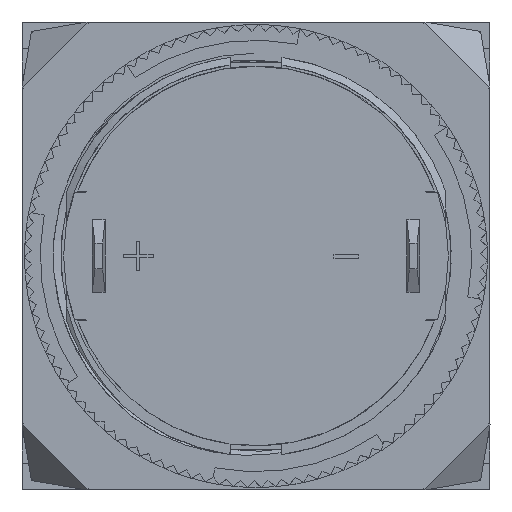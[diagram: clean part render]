
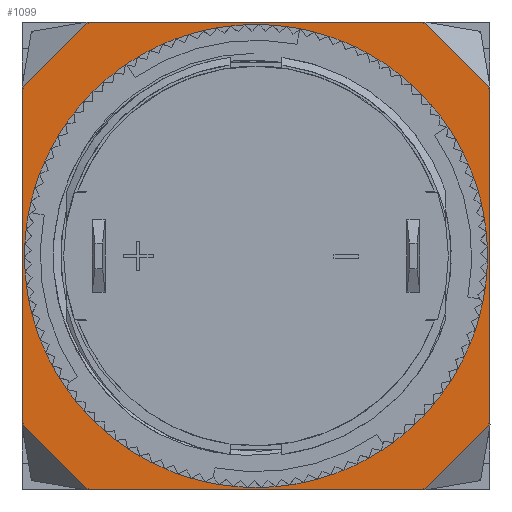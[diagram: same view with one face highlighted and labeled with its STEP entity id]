
A CAD part, front view. The second image highlights one B-rep face of the part: STEP entity #1099.
In plain terms, the highlighted planar face has unit normal (0, -1, 0).
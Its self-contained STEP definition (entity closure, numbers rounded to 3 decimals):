
#1099 = ADVANCED_FACE( '', ( #2950, #2951 ), #2952, .T. );
#2950 = FACE_BOUND( '', #6152, .T. );
#2951 = FACE_OUTER_BOUND( '', #6153, .T. );
#2952 = PLANE( '', #6154 );
#6152 = EDGE_LOOP( '', ( #12636 ) );
#6153 = EDGE_LOOP( '', ( #12637, #12638, #12639, #12640, #12641, #12642, #12643, #12644 ) );
#6154 = AXIS2_PLACEMENT_3D( '', #12645, #12646, #12647 );
#12636 = ORIENTED_EDGE( '', *, *, #20725, .F. );
#12637 = ORIENTED_EDGE( '', *, *, #20726, .T. );
#12638 = ORIENTED_EDGE( '', *, *, #20727, .T. );
#12639 = ORIENTED_EDGE( '', *, *, #20728, .T. );
#12640 = ORIENTED_EDGE( '', *, *, #20729, .T. );
#12641 = ORIENTED_EDGE( '', *, *, #20679, .T. );
#12642 = ORIENTED_EDGE( '', *, *, #20730, .T. );
#12643 = ORIENTED_EDGE( '', *, *, #20731, .T. );
#12644 = ORIENTED_EDGE( '', *, *, #20318, .T. );
#12645 = CARTESIAN_POINT( '', ( 0., 20.35, 0. ) );
#12646 = DIRECTION( '', ( 0., -1., 0. ) );
#12647 = DIRECTION( '', ( -1., 0., 0. ) );
#20318 = EDGE_CURVE( '', #24116, #24114, #24117, .T. );
#20679 = EDGE_CURVE( '', #24731, #24732, #24733, .T. );
#20725 = EDGE_CURVE( '', #24810, #24810, #24811, .T. );
#20726 = EDGE_CURVE( '', #24114, #24812, #24813, .T. );
#20727 = EDGE_CURVE( '', #24812, #24814, #24815, .T. );
#20728 = EDGE_CURVE( '', #24814, #24816, #24817, .T. );
#20729 = EDGE_CURVE( '', #24816, #24731, #24818, .T. );
#20730 = EDGE_CURVE( '', #24732, #24819, #24820, .T. );
#20731 = EDGE_CURVE( '', #24819, #24116, #24821, .T. );
#24114 = VERTEX_POINT( '', #29763 );
#24116 = VERTEX_POINT( '', #29766 );
#24117 = LINE( '', #29767, #29768 );
#24731 = VERTEX_POINT( '', #31372 );
#24732 = VERTEX_POINT( '', #31373 );
#24733 = LINE( '', #31374, #31375 );
#24810 = VERTEX_POINT( '', #31525 );
#24811 = CIRCLE( '', #31526, 8.9 );
#24812 = VERTEX_POINT( '', #31527 );
#24813 = LINE( '', #31528, #31529 );
#24814 = VERTEX_POINT( '', #31530 );
#24815 = LINE( '', #31531, #31532 );
#24816 = VERTEX_POINT( '', #31533 );
#24817 = LINE( '', #31534, #31535 );
#24818 = LINE( '', #31536, #31537 );
#24819 = VERTEX_POINT( '', #31538 );
#24820 = LINE( '', #31539, #31540 );
#24821 = LINE( '', #31541, #31542 );
#29763 = CARTESIAN_POINT( '', ( -6.5, 20.35, -9. ) );
#29766 = CARTESIAN_POINT( '', ( -9., 20.35, -6.5 ) );
#29767 = CARTESIAN_POINT( '', ( -9., 20.35, -6.5 ) );
#29768 = VECTOR( '', #42144, 1000. );
#31372 = CARTESIAN_POINT( '', ( 6.5, 20.35, 9. ) );
#31373 = CARTESIAN_POINT( '', ( -6.5, 20.35, 9. ) );
#31374 = CARTESIAN_POINT( '', ( 0., 20.35, 9. ) );
#31375 = VECTOR( '', #42363, 1000. );
#31525 = CARTESIAN_POINT( '', ( 0., 20.35, -8.9 ) );
#31526 = AXIS2_PLACEMENT_3D( '', #42397, #42398, #42399 );
#31527 = CARTESIAN_POINT( '', ( 6.5, 20.35, -9. ) );
#31528 = CARTESIAN_POINT( '', ( 0., 20.35, -9. ) );
#31529 = VECTOR( '', #42400, 1000. );
#31530 = CARTESIAN_POINT( '', ( 9., 20.35, -6.5 ) );
#31531 = CARTESIAN_POINT( '', ( 6.5, 20.35, -9. ) );
#31532 = VECTOR( '', #42401, 1000. );
#31533 = CARTESIAN_POINT( '', ( 9., 20.35, 6.5 ) );
#31534 = CARTESIAN_POINT( '', ( 9., 20.35, 0. ) );
#31535 = VECTOR( '', #42402, 1000. );
#31536 = CARTESIAN_POINT( '', ( 9., 20.35, 6.5 ) );
#31537 = VECTOR( '', #42403, 1000. );
#31538 = CARTESIAN_POINT( '', ( -9., 20.35, 6.5 ) );
#31539 = CARTESIAN_POINT( '', ( -6.5, 20.35, 9. ) );
#31540 = VECTOR( '', #42404, 1000. );
#31541 = CARTESIAN_POINT( '', ( -9., 20.35, 0. ) );
#31542 = VECTOR( '', #42405, 1000. );
#42144 = DIRECTION( '', ( 0.707, 0., -0.707 ) );
#42363 = DIRECTION( '', ( -1., 0., 0. ) );
#42397 = CARTESIAN_POINT( '', ( 0., 20.35, 0. ) );
#42398 = DIRECTION( '', ( 0., -1., 0. ) );
#42399 = DIRECTION( '', ( 0., 0., -1. ) );
#42400 = DIRECTION( '', ( 1., 0., 0. ) );
#42401 = DIRECTION( '', ( 0.707, 0., 0.707 ) );
#42402 = DIRECTION( '', ( 0., 0., 1. ) );
#42403 = DIRECTION( '', ( -0.707, 0., 0.707 ) );
#42404 = DIRECTION( '', ( -0.707, 0., -0.707 ) );
#42405 = DIRECTION( '', ( 0., 0., -1. ) );
